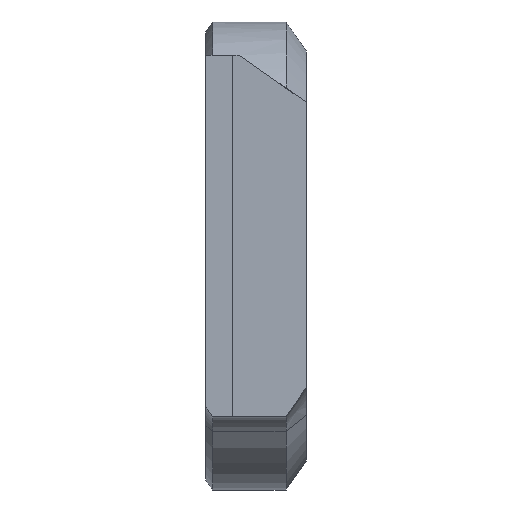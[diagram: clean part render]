
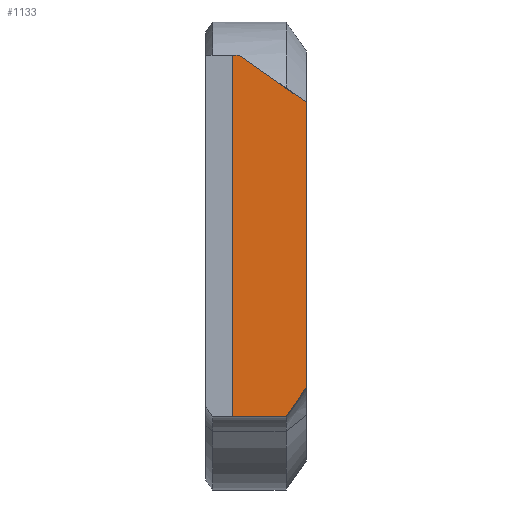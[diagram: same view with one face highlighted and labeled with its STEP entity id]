
A CAD part, left-side view. The second image highlights one B-rep face of the part: STEP entity #1133.
In plain terms, the highlighted planar face has unit normal (-1, 0, 0).
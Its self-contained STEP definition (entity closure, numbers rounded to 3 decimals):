
#41 = EDGE_LOOP ( 'NONE', ( #1209, #1426, #341, #1420, #1149, #395 ) ) ;
#43 = VECTOR ( 'NONE', #1422, 1000. ) ;
#47 = CARTESIAN_POINT ( 'NONE',  ( -5.3, -0.9, -5.4 ) ) ;
#79 = EDGE_CURVE ( 'NONE', #1035, #1131, #407, .T. ) ;
#113 = DIRECTION ( 'NONE',  ( 0., -0.574, 0.819 ) ) ;
#206 = VERTEX_POINT ( 'NONE', #790 ) ;
#245 = CARTESIAN_POINT ( 'NONE',  ( -5.3, 1.5, 0. ) ) ;
#292 = CARTESIAN_POINT ( 'NONE',  ( -5.3, 0.7, -5.4 ) ) ;
#316 = VECTOR ( 'NONE', #984, 1000. ) ;
#341 = ORIENTED_EDGE ( 'NONE', *, *, #1173, .F. ) ;
#360 = EDGE_CURVE ( 'NONE', #440, #206, #713, .T. ) ;
#380 = CARTESIAN_POINT ( 'NONE',  ( -5.3, 1.5, 5.4 ) ) ;
#388 = VECTOR ( 'NONE', #113, 1000. ) ;
#395 = ORIENTED_EDGE ( 'NONE', *, *, #360, .F. ) ;
#407 = LINE ( 'NONE', #1241, #1409 ) ;
#440 = VERTEX_POINT ( 'NONE', #292 ) ;
#445 = VERTEX_POINT ( 'NONE', #47 ) ;
#465 = LINE ( 'NONE', #833, #1243 ) ;
#478 = FACE_OUTER_BOUND ( 'NONE', #41, .T. ) ;
#481 = EDGE_CURVE ( 'NONE', #440, #445, #1359, .T. ) ;
#666 = CARTESIAN_POINT ( 'NONE',  ( -5.3, -1.5, 4. ) ) ;
#692 = DIRECTION ( 'NONE',  ( -1., 0., 0. ) ) ;
#713 = LINE ( 'NONE', #1438, #43 ) ;
#748 = CARTESIAN_POINT ( 'NONE',  ( -5.3, 1.5, -5.4 ) ) ;
#758 = LINE ( 'NONE', #380, #316 ) ;
#782 = DIRECTION ( 'NONE',  ( 0., -1., 0. ) ) ;
#790 = CARTESIAN_POINT ( 'NONE',  ( -5.3, 0.7, 5.4 ) ) ;
#833 = CARTESIAN_POINT ( 'NONE',  ( -5.3, -1.5, 0. ) ) ;
#873 = DIRECTION ( 'NONE',  ( 0., 0.819, 0.574 ) ) ;
#924 = LINE ( 'NONE', #1390, #388 ) ;
#930 = DIRECTION ( 'NONE',  ( 0., 0., -1. ) ) ;
#946 = DIRECTION ( 'NONE',  ( 0., 0., 1. ) ) ;
#984 = DIRECTION ( 'NONE',  ( 0., -1., 0. ) ) ;
#1035 = VERTEX_POINT ( 'NONE', #666 ) ;
#1045 = AXIS2_PLACEMENT_3D ( 'NONE', #245, #692, #946 ) ;
#1058 = EDGE_CURVE ( 'NONE', #445, #1102, #924, .T. ) ;
#1059 = CARTESIAN_POINT ( 'NONE',  ( -5.3, -1.5, -4.543 ) ) ;
#1102 = VERTEX_POINT ( 'NONE', #1059 ) ;
#1131 = VERTEX_POINT ( 'NONE', #1283 ) ;
#1133 = ADVANCED_FACE ( 'NONE', ( #478 ), #1168, .T. ) ;
#1149 = ORIENTED_EDGE ( 'NONE', *, *, #1210, .F. ) ;
#1168 = PLANE ( 'NONE',  #1045 ) ;
#1173 = EDGE_CURVE ( 'NONE', #1035, #1102, #465, .T. ) ;
#1209 = ORIENTED_EDGE ( 'NONE', *, *, #481, .T. ) ;
#1210 = EDGE_CURVE ( 'NONE', #206, #1131, #758, .T. ) ;
#1241 = CARTESIAN_POINT ( 'NONE',  ( -5.3, -1.366, 4.094 ) ) ;
#1243 = VECTOR ( 'NONE', #930, 1000. ) ;
#1283 = CARTESIAN_POINT ( 'NONE',  ( -5.3, 0.499, 5.4 ) ) ;
#1359 = LINE ( 'NONE', #748, #1458 ) ;
#1390 = CARTESIAN_POINT ( 'NONE',  ( -5.3, -2.648, -2.904 ) ) ;
#1409 = VECTOR ( 'NONE', #873, 1000. ) ;
#1420 = ORIENTED_EDGE ( 'NONE', *, *, #79, .T. ) ;
#1422 = DIRECTION ( 'NONE',  ( 0., 0., 1. ) ) ;
#1426 = ORIENTED_EDGE ( 'NONE', *, *, #1058, .T. ) ;
#1438 = CARTESIAN_POINT ( 'NONE',  ( -5.3, 0.7, 0. ) ) ;
#1458 = VECTOR ( 'NONE', #782, 1000. ) ;
